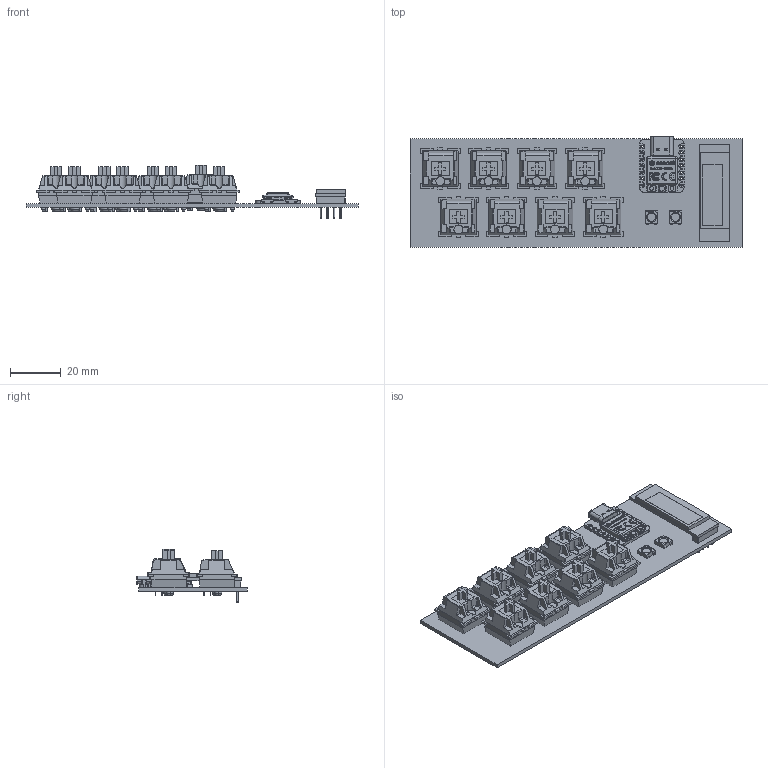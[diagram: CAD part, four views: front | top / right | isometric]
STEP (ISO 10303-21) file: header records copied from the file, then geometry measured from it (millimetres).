
FILE_DESCRIPTION(('KiCad electronic assembly'),'2;1');
FILE_NAME('Macropad_PCB.step','2025-12-07T14:48:35',('Pcbnew'),('Kicad') ,'Open CASCADE STEP processor 7.9','KiCad to STEP converter','Unknown' );
FILE_SCHEMA(('AUTOMOTIVE_DESIGN { 1 0 10303 214 1 1 1 1 }'));
Length unit declared in the file: millimetre
Products named in the file (20): Macropad_PCB 1; switch; Component1; Component2; LED_SK6812_PLCC4_5.0x5.0mm_P3.2mm; Seeed_Studio_XIAO_RP2040_v26; main; type-c v2; smd_button v3; SK6805-2.4x2.7 v1; Shell; DOUT; DIN; VSS; VDD; smd_button v3(Mirror); COMPOUND; 128x32-OLED; Macropad_PCB_PCB
Assembly tree (28 placements, depth 5):
  Macropad_PCB 1
    switch  x8
      Component1
      Component2
    LED_SK6812_PLCC4_5.0x5.0mm_P3.2mm  x2
    Seeed_Studio_XIAO_RP2040_v26  x2
      main
        type-c v2
        smd_button v3
        SK6805-2.4x2.7 v1
          Shell
          DOUT
          DIN
          VSS
          VDD
        smd_button v3(Mirror)
        COMPOUND
      COMPOUND
    128x32-OLED
    Macropad_PCB_PCB
Bounding box: 130.97 x 43.74 x 20.93 mm (x, y, z)
Volume: 25134.6 mm3; surface area: 31313.7 mm2
Topology: 234 solids, 234 shells, 3751 faces, 9504 edges, 6212 vertices
Faces by surface type: plane 2639, cylinder 636, bspline 370, cone 38, sphere 36, torus 24, revolution 8
Full cylindrical faces by diameter (mm): 0.4 x2, 0.5 x4, 0.8 x28, 0.889 x14, 1 x4, 1.5 x20, 1.6 x16, 1.7 x16, 2 x2, 3.333 x2, 3.85 x8, 4 x8
Entity records: 50209 total; most frequent: CARTESIAN_POINT 10607, ORIENTED_EDGE 7846, DIRECTION 6968, EDGE_CURVE 3923, LINE 2916, VECTOR 2916, VERTEX_POINT 2573, AXIS2_PLACEMENT_3D 2022
